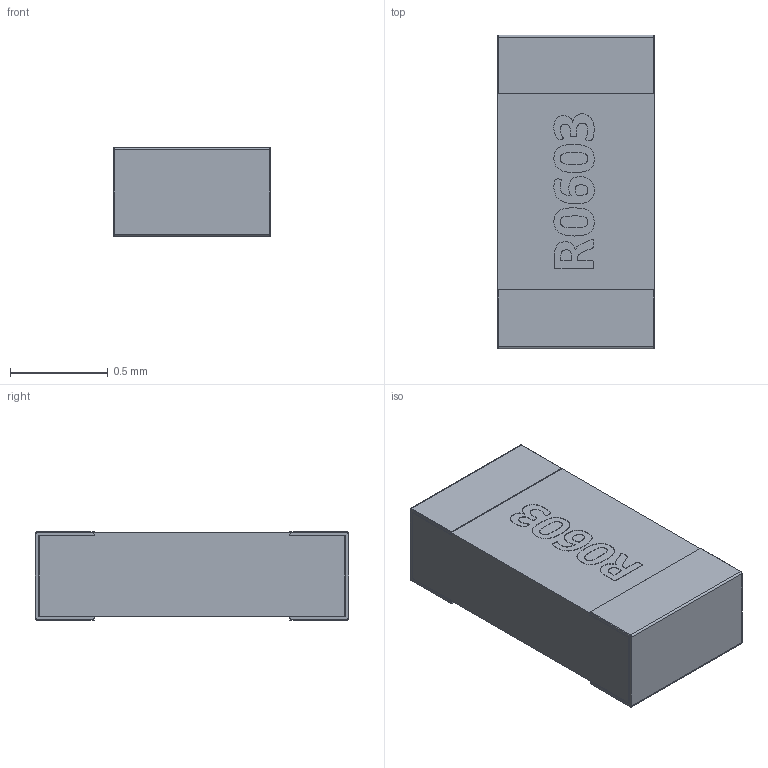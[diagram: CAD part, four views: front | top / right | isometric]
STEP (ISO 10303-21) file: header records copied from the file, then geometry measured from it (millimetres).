
FILE_DESCRIPTION(/* description */ (''),/* implementation_level */ '2;1');
FILE_NAME(/* name */ 'R0603 v2.step',/* time_stamp */ '2023-02-19T15:17:31-05:00',/* author */ (''),/* organization */ (''),/* preprocessor_version */ 'ST-DEVELOPER v19',/* originating_system */ 'Autodesk Translation Framework v11.7.0.108',/* authorisation */ '');
FILE_SCHEMA (('AUTOMOTIVE_DESIGN { 1 0 10303 214 3 1 1 }'));
Length unit declared in the file: millimetre
Products named in the file (1): R0603
Bounding box: 0.8 x 1.6 x 0.45 mm (x, y, z)
Volume: 0.6 mm3; surface area: 4.7 mm2
Topology: 1 solids, 1 shells, 153 faces, 382 edges, 240 vertices
Faces by surface type: bspline 59, plane 50, cylinder 36, torus 8
Entity records: 7775 total; most frequent: CARTESIAN_POINT 4379, ORIENTED_EDGE 764, DIRECTION 462, EDGE_CURVE 382, VERTEX_POINT 240, LINE 208, VECTOR 208, EDGE_LOOP 162
